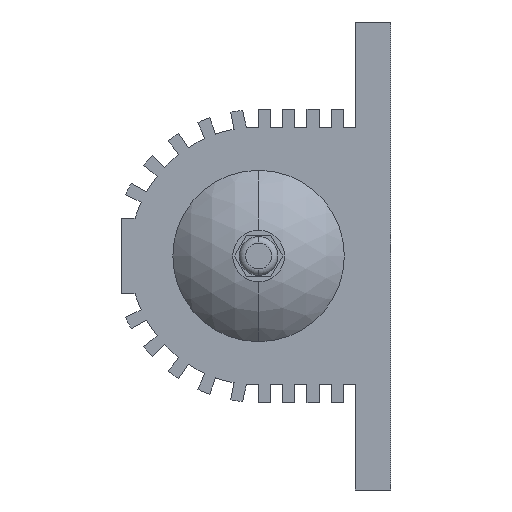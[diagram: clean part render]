
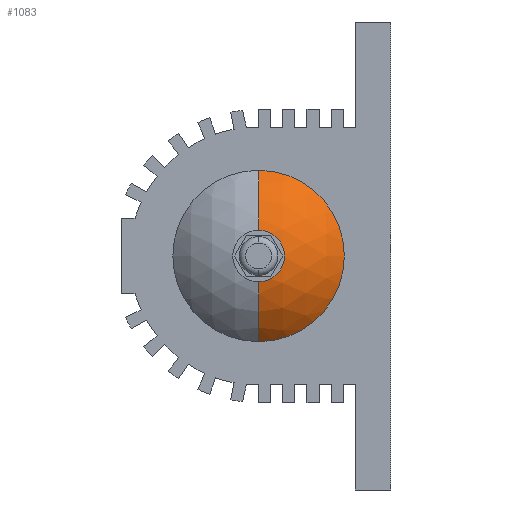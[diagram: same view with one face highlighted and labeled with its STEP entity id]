
A CAD part, left-side view. The second image highlights one B-rep face of the part: STEP entity #1083.
In plain terms, the highlighted spherical face has radius 17.693 mm.
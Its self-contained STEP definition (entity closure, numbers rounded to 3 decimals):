
#27 = DIRECTION ( 'NONE',  ( 0., -1., 0. ) ) ;
#303 = DIRECTION ( 'NONE',  ( 0., 0., 1. ) ) ;
#501 = ORIENTED_EDGE ( 'NONE', *, *, #4417, .F. ) ;
#790 = DIRECTION ( 'NONE',  ( 0., 1., 0. ) ) ;
#901 = SPHERICAL_SURFACE ( 'NONE', #3646, 17.693 ) ;
#1067 = CARTESIAN_POINT ( 'NONE',  ( -54.875, 20.5, -13.278 ) ) ;
#1083 = ADVANCED_FACE ( 'NONE', ( #5113 ), #901, .T. ) ;
#1466 = DIRECTION ( 'NONE',  ( -1., 0., 0. ) ) ;
#1997 = AXIS2_PLACEMENT_3D ( 'NONE', #5361, #790, #303 ) ;
#2415 = VERTEX_POINT ( 'NONE', #1067 ) ;
#2968 = EDGE_CURVE ( 'NONE', #2415, #5108, #4791, .T. ) ;
#2989 = EDGE_LOOP ( 'NONE', ( #4429, #501 ) ) ;
#3646 = AXIS2_PLACEMENT_3D ( 'NONE', #3772, #27, #1466 ) ;
#3772 = CARTESIAN_POINT ( 'NONE',  ( -43.182, 20.5, 0. ) ) ;
#4055 = CARTESIAN_POINT ( 'NONE',  ( -54.875, 20.5, 0. ) ) ;
#4417 = EDGE_CURVE ( 'NONE', #5108, #2415, #5866, .T. ) ;
#4429 = ORIENTED_EDGE ( 'NONE', *, *, #2968, .F. ) ;
#4586 = DIRECTION ( 'NONE',  ( 0., 0., -1. ) ) ;
#4791 = CIRCLE ( 'NONE', #1997, 17.693 ) ;
#5062 = DIRECTION ( 'NONE',  ( 1., 0., 0. ) ) ;
#5094 = CARTESIAN_POINT ( 'NONE',  ( -54.875, 20.5, 13.278 ) ) ;
#5108 = VERTEX_POINT ( 'NONE', #5094 ) ;
#5113 = FACE_OUTER_BOUND ( 'NONE', #2989, .T. ) ;
#5361 = CARTESIAN_POINT ( 'NONE',  ( -43.182, 20.5, 0. ) ) ;
#5387 = AXIS2_PLACEMENT_3D ( 'NONE', #4055, #5062, #4586 ) ;
#5866 = CIRCLE ( 'NONE', #5387, 13.278 ) ;
